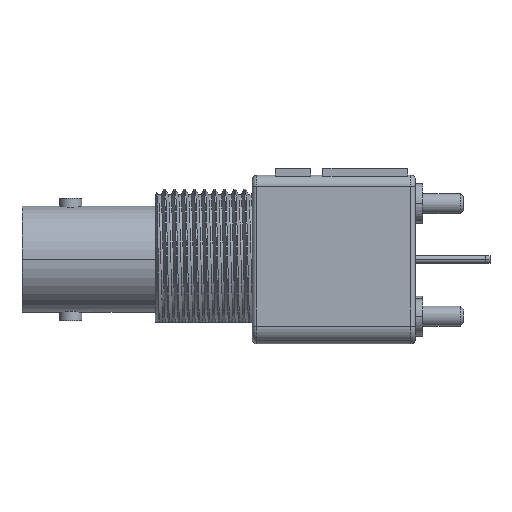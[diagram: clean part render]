
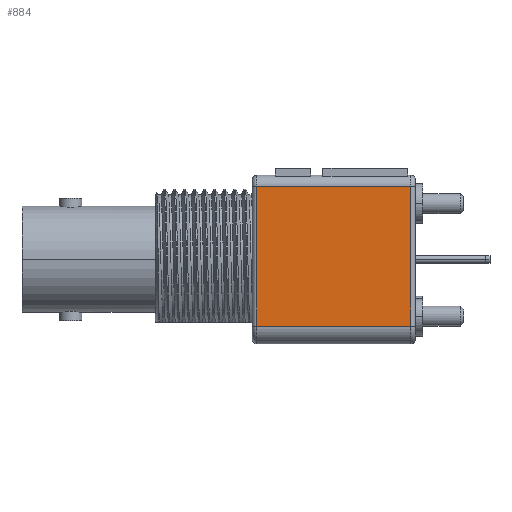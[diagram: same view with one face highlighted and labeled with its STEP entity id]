
A CAD part, left-side view. The second image highlights one B-rep face of the part: STEP entity #884.
In plain terms, the highlighted face is planar.
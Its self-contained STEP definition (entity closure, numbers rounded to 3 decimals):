
#807 = AXIS2_PLACEMENT_3D ( 'NONE', #14939, #14673, #17309 ) ;
#884 = ADVANCED_FACE ( 'NONE', ( #14852 ), #9537, .F. ) ;
#1392 = EDGE_CURVE ( 'NONE', #13942, #14315, #8495, .T. ) ;
#3496 = ORIENTED_EDGE ( 'NONE', *, *, #10008, .T. ) ;
#3892 = LINE ( 'NONE', #6541, #7031 ) ;
#4237 = CARTESIAN_POINT ( 'NONE',  ( 7.38, 14.28, 5.95 ) ) ;
#5670 = DIRECTION ( 'NONE',  ( 0., 0., -1. ) ) ;
#5760 = ORIENTED_EDGE ( 'NONE', *, *, #13147, .T. ) ;
#5881 = CARTESIAN_POINT ( 'NONE',  ( 7.38, 15.88, 5.95 ) ) ;
#6541 = CARTESIAN_POINT ( 'NONE',  ( 7.38, 14.28, 6.35 ) ) ;
#7031 = VECTOR ( 'NONE', #13433, 1000. ) ;
#7679 = LINE ( 'NONE', #11814, #16371 ) ;
#8148 = VECTOR ( 'NONE', #10191, 1000. ) ;
#8495 = LINE ( 'NONE', #10963, #11225 ) ;
#9537 = PLANE ( 'NONE',  #807 ) ;
#9925 = ORIENTED_EDGE ( 'NONE', *, *, #1392, .T. ) ;
#10008 = EDGE_CURVE ( 'NONE', #17232, #13942, #14097, .T. ) ;
#10191 = DIRECTION ( 'NONE',  ( 0., -1., 0. ) ) ;
#10295 = CARTESIAN_POINT ( 'NONE',  ( 7.38, 14.28, -7.99 ) ) ;
#10857 = EDGE_CURVE ( 'NONE', #14148, #17232, #3892, .T. ) ;
#10963 = CARTESIAN_POINT ( 'NONE',  ( 7.38, 1.64, 6.35 ) ) ;
#11225 = VECTOR ( 'NONE', #5670, 1000. ) ;
#11814 = CARTESIAN_POINT ( 'NONE',  ( 7.38, 15.88, -7.99 ) ) ;
#12093 = CARTESIAN_POINT ( 'NONE',  ( 7.38, 1.64, 5.95 ) ) ;
#13147 = EDGE_CURVE ( 'NONE', #14315, #14148, #7679, .T. ) ;
#13281 = EDGE_LOOP ( 'NONE', ( #9925, #5760, #16551, #3496 ) ) ;
#13433 = DIRECTION ( 'NONE',  ( 0., 0., 1. ) ) ;
#13942 = VERTEX_POINT ( 'NONE', #12093 ) ;
#14097 = LINE ( 'NONE', #5881, #8148 ) ;
#14148 = VERTEX_POINT ( 'NONE', #10295 ) ;
#14308 = DIRECTION ( 'NONE',  ( 0., 1., 0. ) ) ;
#14315 = VERTEX_POINT ( 'NONE', #17196 ) ;
#14673 = DIRECTION ( 'NONE',  ( -1., 0., 0. ) ) ;
#14852 = FACE_OUTER_BOUND ( 'NONE', #13281, .T. ) ;
#14939 = CARTESIAN_POINT ( 'NONE',  ( 7.38, 15.88, 6.35 ) ) ;
#16371 = VECTOR ( 'NONE', #14308, 1000. ) ;
#16551 = ORIENTED_EDGE ( 'NONE', *, *, #10857, .T. ) ;
#17196 = CARTESIAN_POINT ( 'NONE',  ( 7.38, 1.64, -7.99 ) ) ;
#17232 = VERTEX_POINT ( 'NONE', #4237 ) ;
#17309 = DIRECTION ( 'NONE',  ( 0., 0., 1. ) ) ;
